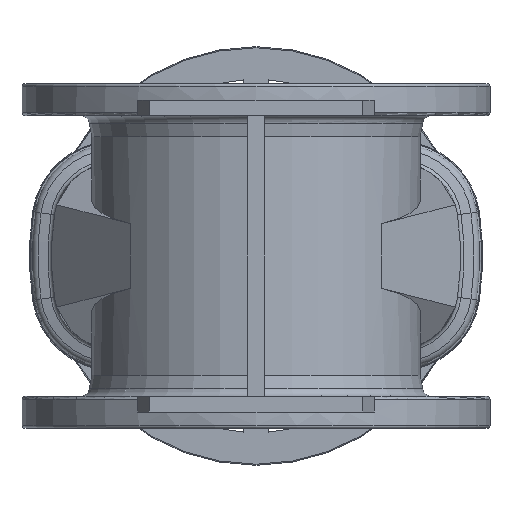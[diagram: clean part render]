
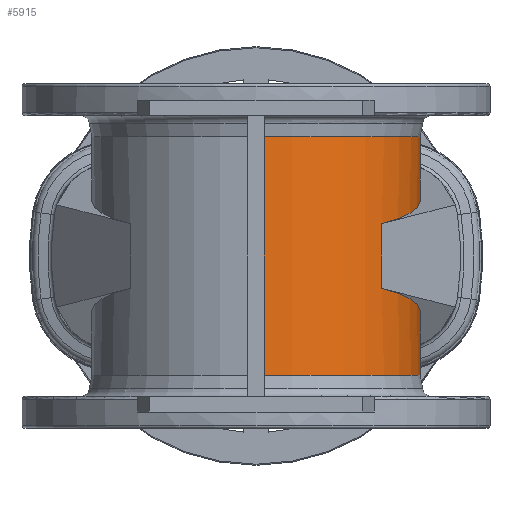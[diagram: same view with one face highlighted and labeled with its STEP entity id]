
A CAD part, front view. The second image highlights one B-rep face of the part: STEP entity #5915.
In plain terms, the highlighted cylindrical face has radius 169.4 mm (diameter 338.8 mm), a partial arc.
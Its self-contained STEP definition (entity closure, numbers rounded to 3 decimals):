
#127 = EDGE_CURVE ( 'NONE', #2015, #2578, #2657, .T. ) ;
#128 = EDGE_CURVE ( 'NONE', #2015, #1871, #2658, .T. ) ;
#129 = EDGE_CURVE ( 'NONE', #2253, #2345, #2659, .T. ) ;
#130 = EDGE_CURVE ( 'NONE', #2294, #2253, #23670, .T. ) ;
#131 = EDGE_CURVE ( 'NONE', #2283, #2294, #2661, .T. ) ;
#132 = EDGE_CURVE ( 'NONE', #2283, #2301, #23661, .T. ) ;
#133 = EDGE_CURVE ( 'NONE', #2301, #2303, #2665, .T. ) ;
#134 = EDGE_CURVE ( 'NONE', #1932, #2303, #2667, .T. ) ;
#1871 = VERTEX_POINT ( 'NONE', #9054 ) ;
#1932 = VERTEX_POINT ( 'NONE', #9115 ) ;
#2015 = VERTEX_POINT ( 'NONE', #9198 ) ;
#2253 = VERTEX_POINT ( 'NONE', #9436 ) ;
#2283 = VERTEX_POINT ( 'NONE', #9466 ) ;
#2294 = VERTEX_POINT ( 'NONE', #9477 ) ;
#2301 = VERTEX_POINT ( 'NONE', #9484 ) ;
#2303 = VERTEX_POINT ( 'NONE', #9486 ) ;
#2345 = VERTEX_POINT ( 'NONE', #9528 ) ;
#2578 = VERTEX_POINT ( 'NONE', #9761 ) ;
#2657 = LINE ( 'NONE', #22628, #2660 ) ;
#2658 = CIRCLE ( 'NONE', #4136, 169.4 ) ;
#2659 = LINE ( 'NONE', #22634, #2663 ) ;
#2660 = VECTOR ( 'NONE', #22588, 1000. ) ;
#2661 = LINE ( 'NONE', #22639, #2664 ) ;
#2662 = VECTOR ( 'NONE', #25423, 1000. ) ;
#2663 = VECTOR ( 'NONE', #22632, 1000. ) ;
#2664 = VECTOR ( 'NONE', #22642, 1000. ) ;
#2665 = LINE ( 'NONE', #25422, #2662 ) ;
#2667 = CIRCLE ( 'NONE', #4137, 169.4 ) ;
#4136 = AXIS2_PLACEMENT_3D ( 'NONE', #22635, #22636, #22637 ) ;
#4137 = AXIS2_PLACEMENT_3D ( 'NONE', #25424, #25425, #25426 ) ;
#5915 = ADVANCED_FACE ( 'NONE', ( #13667 ), #13672, .T. ) ;
#9054 = CARTESIAN_POINT ( 'NONE',  ( 169.4, 0., -123. ) ) ;
#9115 = CARTESIAN_POINT ( 'NONE',  ( 169.4, 0., 123. ) ) ;
#9198 = CARTESIAN_POINT ( 'NONE',  ( 8.5, -169.187, -123. ) ) ;
#9436 = CARTESIAN_POINT ( 'NONE',  ( 8.5, 169.187, -95.711 ) ) ;
#9466 = CARTESIAN_POINT ( 'NONE',  ( 129.768, -108.888, 33.305 ) ) ;
#9477 = CARTESIAN_POINT ( 'NONE',  ( 129.768, -108.888, -33.305 ) ) ;
#9484 = CARTESIAN_POINT ( 'NONE',  ( 8.5, 169.187, 95.711 ) ) ;
#9486 = CARTESIAN_POINT ( 'NONE',  ( 8.5, 169.187, 123. ) ) ;
#9528 = CARTESIAN_POINT ( 'NONE',  ( 8.5, 169.187, -123. ) ) ;
#9761 = CARTESIAN_POINT ( 'NONE',  ( 8.5, -169.187, 123. ) ) ;
#10600 = AXIS2_PLACEMENT_3D ( 'NONE', #18682, #18680, #18678 ) ;
#13667 = FACE_OUTER_BOUND ( 'NONE', #16444, .T. ) ;
#13672 = CYLINDRICAL_SURFACE ( 'NONE', #10600, 169.4 ) ;
#16444 = EDGE_LOOP ( 'NONE', ( #27650, #27651, #27652, #27653, #27654, #27655, #27656, #27657, #27658, #27659 ) ) ;
#18678 = DIRECTION ( 'NONE',  ( -1., 0., 0. ) ) ;
#18680 = DIRECTION ( 'NONE',  ( 0., 0., -1. ) ) ;
#18682 = CARTESIAN_POINT ( 'NONE',  ( 0., 0., 178. ) ) ;
#20139 = AXIS2_PLACEMENT_3D ( 'NONE', #26121, #26123, #26125 ) ;
#20163 = AXIS2_PLACEMENT_3D ( 'NONE', #26473, #26474, #26475 ) ;
#21091 = CIRCLE ( 'NONE', #20139, 169.4 ) ;
#21140 = CIRCLE ( 'NONE', #20163, 169.4 ) ;
#22588 = DIRECTION ( 'NONE',  ( 0., 0., 1. ) ) ;
#22628 = CARTESIAN_POINT ( 'NONE',  ( 8.5, -169.187, 178. ) ) ;
#22632 = DIRECTION ( 'NONE',  ( 0., 0., -1. ) ) ;
#22633 = CARTESIAN_POINT ( 'NONE',  ( 168.77, 161.135, -92.923 ) ) ;
#22634 = CARTESIAN_POINT ( 'NONE',  ( 8.5, 169.187, -178. ) ) ;
#22635 = CARTESIAN_POINT ( 'NONE',  ( 0., 0., -123. ) ) ;
#22636 = DIRECTION ( 'NONE',  ( 0., 0., 1. ) ) ;
#22637 = DIRECTION ( 'NONE',  ( 1., 0., 0. ) ) ;
#22638 = CARTESIAN_POINT ( 'NONE',  ( 232.918, 14.041, -59.912 ) ) ;
#22639 = CARTESIAN_POINT ( 'NONE',  ( 129.768, -108.888, 178. ) ) ;
#22640 = CARTESIAN_POINT ( 'NONE',  ( 129.768, -108.888, -33.305 ) ) ;
#22641 = CARTESIAN_POINT ( 'NONE',  ( 8.5, 169.187, -95.711 ) ) ;
#22642 = DIRECTION ( 'NONE',  ( 0., 0., -1. ) ) ;
#22643 = CARTESIAN_POINT ( 'NONE',  ( 168.77, 161.135, 92.923 ) ) ;
#22644 = CARTESIAN_POINT ( 'NONE',  ( 232.918, 14.041, 59.912 ) ) ;
#22645 = CARTESIAN_POINT ( 'NONE',  ( 129.768, -108.888, 33.305 ) ) ;
#22646 = CARTESIAN_POINT ( 'NONE',  ( 8.5, 169.187, 95.711 ) ) ;
#23661 =( BOUNDED_CURVE ( )  B_SPLINE_CURVE ( 3, ( #22645, #22644, #22643, #22646 ),
 .UNSPECIFIED., .F., .F. ) 
 B_SPLINE_CURVE_WITH_KNOTS ( ( 4, 4 ),
 ( 0.844, 3.063 ),
 .UNSPECIFIED. ) 
 CURVE ( )  GEOMETRIC_REPRESENTATION_ITEM ( )  RATIONAL_B_SPLINE_CURVE ( ( 1., 0.63, 0.63, 1. ) ) 
 REPRESENTATION_ITEM ( '' )  );
#23670 =( BOUNDED_CURVE ( )  B_SPLINE_CURVE ( 3, ( #22640, #22638, #22633, #22641 ),
 .UNSPECIFIED., .F., .F. ) 
 B_SPLINE_CURVE_WITH_KNOTS ( ( 4, 4 ),
 ( 0.844, 3.063 ),
 .UNSPECIFIED. ) 
 CURVE ( )  GEOMETRIC_REPRESENTATION_ITEM ( )  RATIONAL_B_SPLINE_CURVE ( ( 1., 0.63, 0.63, 1. ) ) 
 REPRESENTATION_ITEM ( '' )  );
#25422 = CARTESIAN_POINT ( 'NONE',  ( 8.5, 169.187, 178. ) ) ;
#25423 = DIRECTION ( 'NONE',  ( 0., 0., 1. ) ) ;
#25424 = CARTESIAN_POINT ( 'NONE',  ( 0., 0., 123. ) ) ;
#25425 = DIRECTION ( 'NONE',  ( 0., 0., 1. ) ) ;
#25426 = DIRECTION ( 'NONE',  ( 1., 0., 0. ) ) ;
#26121 = CARTESIAN_POINT ( 'NONE',  ( 0., 0., -123. ) ) ;
#26123 = DIRECTION ( 'NONE',  ( 0., 0., 1. ) ) ;
#26125 = DIRECTION ( 'NONE',  ( 1., 0., 0. ) ) ;
#26473 = CARTESIAN_POINT ( 'NONE',  ( 0., 0., 123. ) ) ;
#26474 = DIRECTION ( 'NONE',  ( 0., 0., 1. ) ) ;
#26475 = DIRECTION ( 'NONE',  ( 1., 0., 0. ) ) ;
#27650 = ORIENTED_EDGE ( 'NONE', *, *, #127, .F. ) ;
#27651 = ORIENTED_EDGE ( 'NONE', *, *, #128, .T. ) ;
#27652 = ORIENTED_EDGE ( 'NONE', *, *, #28180, .T. ) ;
#27653 = ORIENTED_EDGE ( 'NONE', *, *, #129, .F. ) ;
#27654 = ORIENTED_EDGE ( 'NONE', *, *, #130, .F. ) ;
#27655 = ORIENTED_EDGE ( 'NONE', *, *, #131, .F. ) ;
#27656 = ORIENTED_EDGE ( 'NONE', *, *, #132, .T. ) ;
#27657 = ORIENTED_EDGE ( 'NONE', *, *, #133, .T. ) ;
#27658 = ORIENTED_EDGE ( 'NONE', *, *, #134, .F. ) ;
#27659 = ORIENTED_EDGE ( 'NONE', *, *, #28231, .F. ) ;
#28180 = EDGE_CURVE ( 'NONE', #1871, #2345, #21091, .T. ) ;
#28231 = EDGE_CURVE ( 'NONE', #2578, #1932, #21140, .T. ) ;
